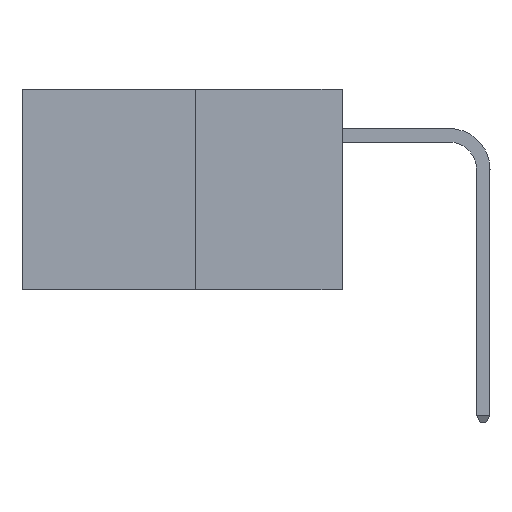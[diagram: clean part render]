
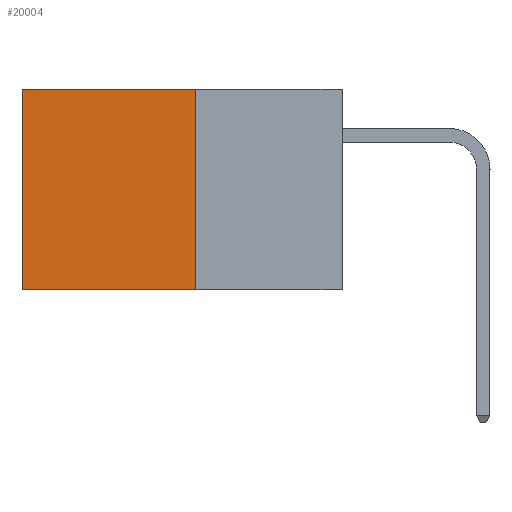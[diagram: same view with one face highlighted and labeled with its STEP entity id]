
A CAD part, left-side view. The second image highlights one B-rep face of the part: STEP entity #20004.
In plain terms, the highlighted planar face has unit normal (-1, 0, 0).
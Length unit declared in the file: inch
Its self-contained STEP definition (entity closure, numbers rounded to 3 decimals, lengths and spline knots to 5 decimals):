
#131 = CARTESIAN_POINT ( 'NONE',  ( 0.277, 0.59, 0. ) ) ;
#1029 = EDGE_CURVE ( 'NONE', #19325, #5846, #8951, .T. ) ;
#1193 = CARTESIAN_POINT ( 'NONE',  ( 0.277, 0.59, -0.37 ) ) ;
#1363 = VERTEX_POINT ( 'NONE', #18712 ) ;
#2453 = EDGE_LOOP ( 'NONE', ( #22804, #17558, #21184, #11646 ) ) ;
#3036 = DIRECTION ( 'NONE',  ( 0., 0., -1. ) ) ;
#3809 = CARTESIAN_POINT ( 'NONE',  ( 0.277, 0.59, -0.37 ) ) ;
#3817 = LINE ( 'NONE', #17888, #17575 ) ;
#4186 = VECTOR ( 'NONE', #16418, 39.37008 ) ;
#5846 = VERTEX_POINT ( 'NONE', #3809 ) ;
#6577 = VECTOR ( 'NONE', #3036, 39.37008 ) ;
#6595 = LINE ( 'NONE', #18075, #15545 ) ;
#6935 = PLANE ( 'NONE',  #17163 ) ;
#7234 = CARTESIAN_POINT ( 'NONE',  ( 0.277, 0.27, -0.37 ) ) ;
#8939 = DIRECTION ( 'NONE',  ( 0., 1., 0. ) ) ;
#8951 = LINE ( 'NONE', #7234, #4186 ) ;
#10530 = DIRECTION ( 'NONE',  ( 0., 0., -1. ) ) ;
#11646 = ORIENTED_EDGE ( 'NONE', *, *, #15508, .T. ) ;
#14388 = VERTEX_POINT ( 'NONE', #131 ) ;
#15508 = EDGE_CURVE ( 'NONE', #1363, #14388, #3817, .T. ) ;
#15545 = VECTOR ( 'NONE', #19874, 39.37008 ) ;
#16418 = DIRECTION ( 'NONE',  ( 0., 1., 0. ) ) ;
#16645 = EDGE_CURVE ( 'NONE', #1363, #19325, #6595, .T. ) ;
#17163 = AXIS2_PLACEMENT_3D ( 'NONE', #19453, #21241, #10530 ) ;
#17558 = ORIENTED_EDGE ( 'NONE', *, *, #1029, .F. ) ;
#17575 = VECTOR ( 'NONE', #8939, 39.37008 ) ;
#17752 = EDGE_CURVE ( 'NONE', #14388, #5846, #20853, .T. ) ;
#17888 = CARTESIAN_POINT ( 'NONE',  ( 0.277, 0.27, 0. ) ) ;
#18075 = CARTESIAN_POINT ( 'NONE',  ( 0.277, 0.27, -0.37 ) ) ;
#18712 = CARTESIAN_POINT ( 'NONE',  ( 0.277, 0.27, 0. ) ) ;
#19325 = VERTEX_POINT ( 'NONE', #20887 ) ;
#19453 = CARTESIAN_POINT ( 'NONE',  ( 0.277, 0.27, -0.37 ) ) ;
#19874 = DIRECTION ( 'NONE',  ( 0., 0., -1. ) ) ;
#20004 = ADVANCED_FACE ( 'NONE', ( #21560 ), #6935, .F. ) ;
#20853 = LINE ( 'NONE', #1193, #6577 ) ;
#20887 = CARTESIAN_POINT ( 'NONE',  ( 0.277, 0.27, -0.37 ) ) ;
#21184 = ORIENTED_EDGE ( 'NONE', *, *, #16645, .F. ) ;
#21241 = DIRECTION ( 'NONE',  ( 1., 0., 0. ) ) ;
#21560 = FACE_OUTER_BOUND ( 'NONE', #2453, .T. ) ;
#22804 = ORIENTED_EDGE ( 'NONE', *, *, #17752, .T. ) ;
